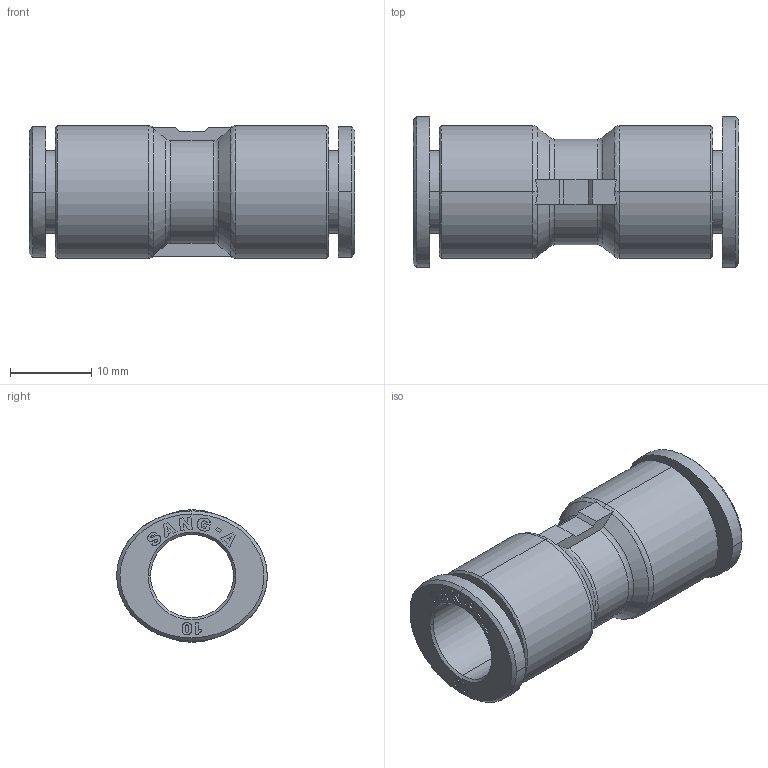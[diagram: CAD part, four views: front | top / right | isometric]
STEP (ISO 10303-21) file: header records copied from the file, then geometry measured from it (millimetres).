
FILE_DESCRIPTION (( 'STEP AP214' ), '1' );
FILE_NAME ('PUC10.stp', '2015-09-24T08:55:34', ( '' ), ( '' ), 'SwSTEP 2.0', 'SolidWorks 2015', '' );
FILE_SCHEMA (( 'AUTOMOTIVE_DESIGN' ));
Length unit declared in the file: millimetre
Products named in the file (1): PUC10
Bounding box: 40 x 18.5 x 16.3 mm (x, y, z)
Surface area: 3905.4 mm2 (no closed solid volume)
Topology: 0 solids, 3 shells, 666 faces, 2363 edges, 1584 vertices
Faces by surface type: plane 615, bspline 21, cylinder 13, cone 12, torus 5
Entity records: 33337 total; most frequent: CARTESIAN_POINT 6259, ORIENTED_EDGE 4124, DIRECTION 3644, EDGE_CURVE 2363, LINE 2230, VECTOR 2230, VERTEX_POINT 1584, AXIS2_PLACEMENT_3D 707
